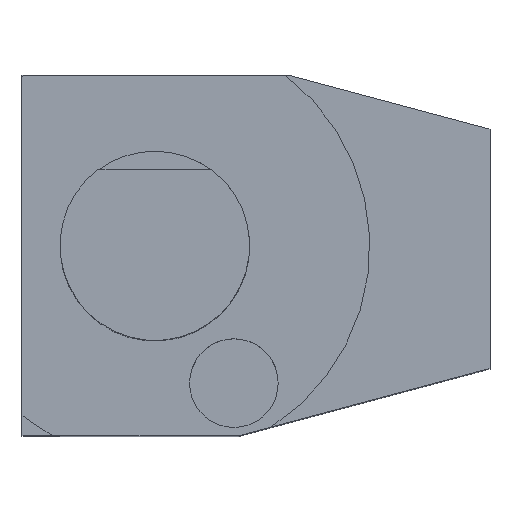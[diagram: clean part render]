
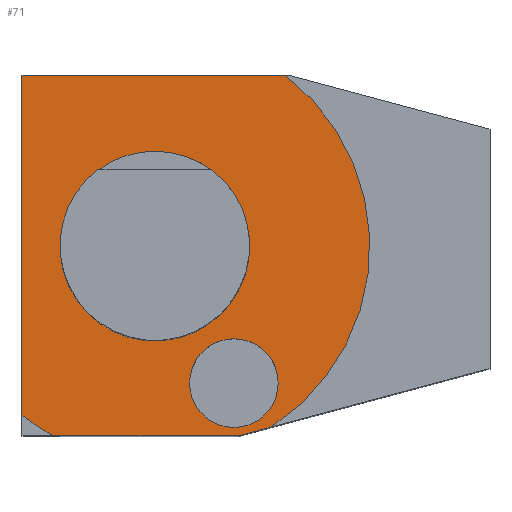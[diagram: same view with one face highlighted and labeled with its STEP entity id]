
A CAD part, top view. The second image highlights one B-rep face of the part: STEP entity #71.
In plain terms, the highlighted planar face has unit normal (0, 0, 1).
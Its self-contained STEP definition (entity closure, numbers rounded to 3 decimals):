
#50=FACE_BOUND('',#162,.T.);
#51=FACE_BOUND('',#163,.T.);
#52=FACE_BOUND('',#164,.T.);
#71=ADVANCED_FACE('',(#50,#51,#52),#108,.F.);
#108=PLANE('',#690);
#162=EDGE_LOOP('',(#248));
#163=EDGE_LOOP('',(#249,#250,#251,#252,#253,#254,#255));
#164=EDGE_LOOP('',(#256));
#207=CIRCLE('',#684,14.997);
#208=CIRCLE('',#686,34.);
#209=CIRCLE('',#687,34.);
#210=CIRCLE('',#688,34.);
#211=CIRCLE('',#689,7.007);
#248=ORIENTED_EDGE('',*,*,#470,.F.);
#249=ORIENTED_EDGE('',*,*,#471,.T.);
#250=ORIENTED_EDGE('',*,*,#472,.F.);
#251=ORIENTED_EDGE('',*,*,#473,.T.);
#252=ORIENTED_EDGE('',*,*,#474,.T.);
#253=ORIENTED_EDGE('',*,*,#475,.F.);
#254=ORIENTED_EDGE('',*,*,#476,.T.);
#255=ORIENTED_EDGE('',*,*,#477,.F.);
#256=ORIENTED_EDGE('',*,*,#478,.F.);
#409=VERTEX_POINT('',#963);
#410=VERTEX_POINT('',#966);
#411=VERTEX_POINT('',#967);
#412=VERTEX_POINT('',#969);
#413=VERTEX_POINT('',#971);
#414=VERTEX_POINT('',#973);
#415=VERTEX_POINT('',#975);
#416=VERTEX_POINT('',#977);
#417=VERTEX_POINT('',#980);
#470=EDGE_CURVE('',#409,#409,#207,.T.);
#471=EDGE_CURVE('',#410,#411,#553,.T.);
#472=EDGE_CURVE('',#412,#411,#208,.T.);
#473=EDGE_CURVE('',#412,#413,#554,.T.);
#474=EDGE_CURVE('',#413,#414,#555,.T.);
#475=EDGE_CURVE('',#415,#414,#209,.T.);
#476=EDGE_CURVE('',#415,#416,#556,.T.);
#477=EDGE_CURVE('',#410,#416,#210,.T.);
#478=EDGE_CURVE('',#417,#417,#211,.T.);
#553=LINE('',#965,#607);
#554=LINE('',#970,#608);
#555=LINE('',#972,#609);
#556=LINE('',#976,#610);
#607=VECTOR('',#773,1.);
#608=VECTOR('',#776,1.);
#609=VECTOR('',#777,1.);
#610=VECTOR('',#780,1.);
#684=AXIS2_PLACEMENT_3D('',#962,#769,#770);
#686=AXIS2_PLACEMENT_3D('',#968,#774,#775);
#687=AXIS2_PLACEMENT_3D('',#974,#778,#779);
#688=AXIS2_PLACEMENT_3D('',#978,#781,#782);
#689=AXIS2_PLACEMENT_3D('',#979,#783,#784);
#690=AXIS2_PLACEMENT_3D('',#981,#785,#786);
#769=DIRECTION('',(0.,0.,1.));
#770=DIRECTION('',(0.,1.,0.));
#773=DIRECTION('',(0.,-1.,0.));
#774=DIRECTION('',(0.,0.,-1.));
#775=DIRECTION('',(0.,1.,0.));
#776=DIRECTION('',(1.,0.,0.));
#777=DIRECTION('',(0.966,0.259,0.));
#778=DIRECTION('',(0.,0.,-1.));
#779=DIRECTION('',(0.,1.,0.));
#780=DIRECTION('',(-1.,0.,0.));
#781=DIRECTION('',(0.,0.,-1.));
#782=DIRECTION('',(0.,1.,0.));
#783=DIRECTION('',(0.,0.,1.));
#784=DIRECTION('',(0.,-1.,0.));
#785=DIRECTION('',(0.,0.,-1.));
#786=DIRECTION('',(0.,1.,0.));
#962=CARTESIAN_POINT('',(0.,0.,
0.));
#963=CARTESIAN_POINT('',(0.,14.997,0.));
#965=CARTESIAN_POINT('',(-21.,34.,0.));
#966=CARTESIAN_POINT('',(-21.,26.739,0.));
#967=CARTESIAN_POINT('',(-21.,-26.739,0.));
#968=CARTESIAN_POINT('',(0.,0.,
0.));
#969=CARTESIAN_POINT('',(-16.,-30.,0.));
#970=CARTESIAN_POINT('',(0.,-30.,0.));
#971=CARTESIAN_POINT('',(13.222,-30.,0.));
#972=CARTESIAN_POINT('',(16.886,-29.018,0.));
#973=CARTESIAN_POINT('',(18.342,-28.628,0.));
#974=CARTESIAN_POINT('',(0.,0.,
0.));
#975=CARTESIAN_POINT('',(20.664,27.,0.));
#976=CARTESIAN_POINT('',(0.,27.,0.));
#977=CARTESIAN_POINT('',(-20.664,27.,0.));
#978=CARTESIAN_POINT('',(0.,0.,
0.));
#979=CARTESIAN_POINT('',(12.5,-21.651,0.));
#980=CARTESIAN_POINT('',(12.5,-28.657,0.));
#981=CARTESIAN_POINT('',(0.,34.,0.));
